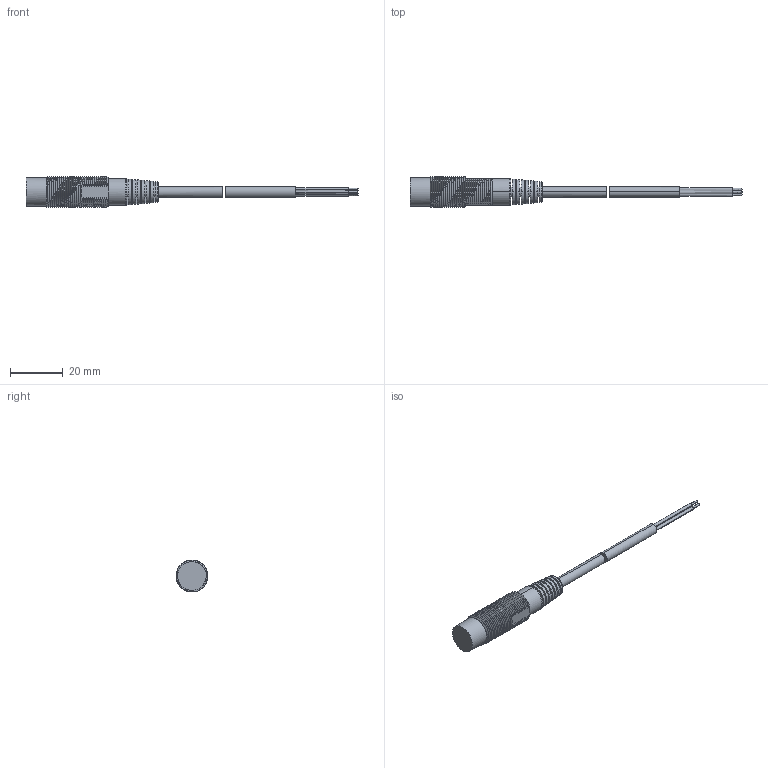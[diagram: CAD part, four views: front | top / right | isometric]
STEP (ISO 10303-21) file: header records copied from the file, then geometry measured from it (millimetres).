
FILE_DESCRIPTION( ('This file contains a STEP AP42 implementation' ,'as created by ZW3D STEP Interface translator.') ,'2;1' );
FILE_NAME( 'OCN2-1208X-X3SX.stp' ,'20 512. 95934', (''), ('ZWCAD Software Co.'), 'Version 1.0', 'ZW3D to STEP translator', '' );
FILE_SCHEMA(('AUTOMOTIVE_DESIGN'));
Length unit declared in the file: millimetre
Products named in the file (2): 0; OCN2-1208X-X3SX1
Bounding box: 125.5 x 12 x 12 mm (x, y, z)
Volume: 4826.8 mm3; surface area: 4129.9 mm2
Topology: 2 solids, 2 shells, 261 faces, 686 edges, 452 vertices
Faces by surface type: bspline 261
Entity records: 20759 total; most frequent: CARTESIAN_POINT 16448, ORIENTED_EDGE 1372, EDGE_CURVE 686, B_SPLINE_CURVE_WITH_KNOTS 542, VERTEX_POINT 452, EDGE_LOOP 284, FACE_OUTER_BOUND 261, ADVANCED_FACE 261
